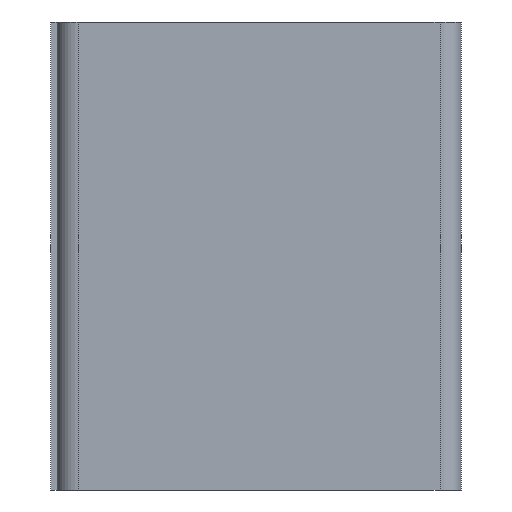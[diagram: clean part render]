
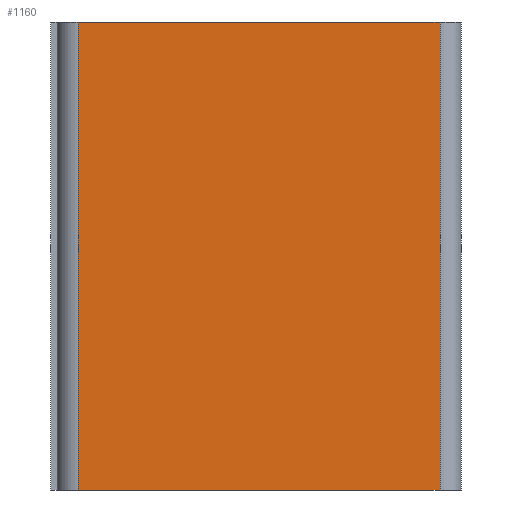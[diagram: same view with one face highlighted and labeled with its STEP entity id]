
A CAD part, left-side view. The second image highlights one B-rep face of the part: STEP entity #1160.
In plain terms, the highlighted planar face has unit normal (-1, 0, 0).
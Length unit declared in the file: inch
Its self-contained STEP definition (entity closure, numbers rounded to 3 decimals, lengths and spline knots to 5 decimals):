
#50=FACE_OUTER_BOUND('',#116,.T.);
#116=EDGE_LOOP('',(#796,#797,#798,#799));
#186=LINE('',#1661,#338);
#188=LINE('',#1667,#340);
#196=LINE('',#1685,#348);
#197=LINE('',#1686,#349);
#338=VECTOR('',#1341,0.022);
#340=VECTOR('',#1347,0.017);
#348=VECTOR('',#1359,0.017);
#349=VECTOR('',#1360,0.022);
#487=VERTEX_POINT('',#1658);
#488=VERTEX_POINT('',#1660);
#490=VERTEX_POINT('',#1666);
#498=VERTEX_POINT('',#1684);
#603=EDGE_CURVE('',#487,#488,#186,.T.);
#606=EDGE_CURVE('',#488,#490,#188,.T.);
#615=EDGE_CURVE('',#498,#487,#196,.T.);
#616=EDGE_CURVE('',#490,#498,#197,.T.);
#796=ORIENTED_EDGE('',*,*,#603,.F.);
#797=ORIENTED_EDGE('',*,*,#615,.F.);
#798=ORIENTED_EDGE('',*,*,#616,.F.);
#799=ORIENTED_EDGE('',*,*,#606,.F.);
#1101=PLANE('',#1240);
#1160=ADVANCED_FACE('',(#50),#1101,.T.);
#1240=AXIS2_PLACEMENT_3D('',#1683,#1357,#1358);
#1341=DIRECTION('',(0.,0.,-1.));
#1347=DIRECTION('',(0.,1.,0.));
#1357=DIRECTION('center_axis',(-1.,0.,0.));
#1358=DIRECTION('ref_axis',(0.,-1.,0.));
#1359=DIRECTION('',(0.,-1.,0.));
#1360=DIRECTION('',(0.,0.,1.));
#1658=CARTESIAN_POINT('',(-0.021,0.001,0.011));
#1660=CARTESIAN_POINT('',(-0.021,0.001,-0.011));
#1661=CARTESIAN_POINT('',(-0.021,0.001,0.));
#1666=CARTESIAN_POINT('',(-0.021,0.018,-0.011));
#1667=CARTESIAN_POINT('',(-0.021,0.019,-0.011));
#1683=CARTESIAN_POINT('Origin',(-0.021,0.019,0.));
#1684=CARTESIAN_POINT('',(-0.021,0.018,0.011));
#1685=CARTESIAN_POINT('',(-0.021,0.019,0.011));
#1686=CARTESIAN_POINT('',(-0.021,0.018,0.));
